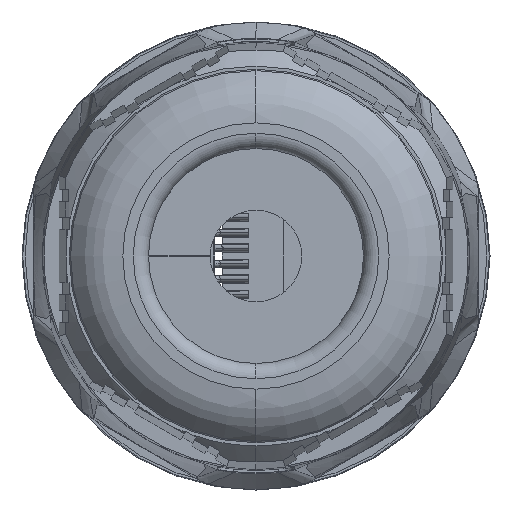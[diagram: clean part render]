
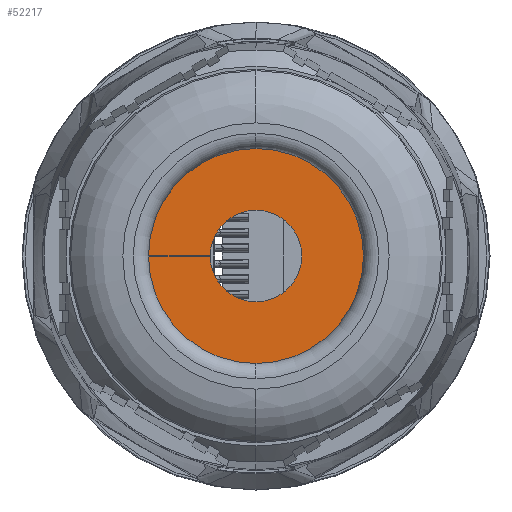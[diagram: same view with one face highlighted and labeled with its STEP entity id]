
A CAD part, left-side view. The second image highlights one B-rep face of the part: STEP entity #52217.
In plain terms, the highlighted face is planar.
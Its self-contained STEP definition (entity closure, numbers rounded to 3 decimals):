
#554 = CARTESIAN_POINT ( 'NONE',  ( 0., 0., 0. ) ) ;
#1152 = VERTEX_POINT ( 'NONE', #64392 ) ;
#2457 = AXIS2_PLACEMENT_3D ( 'NONE', #554, #63928, #28461 ) ;
#3128 = DIRECTION ( 'NONE',  ( 0., -1., 0. ) ) ;
#4753 = VERTEX_POINT ( 'NONE', #56959 ) ;
#7980 = EDGE_CURVE ( 'NONE', #55151, #81998, #64837, .T. ) ;
#10109 = ORIENTED_EDGE ( 'NONE', *, *, #46533, .T. ) ;
#11044 = CARTESIAN_POINT ( 'NONE',  ( 0., 8.15, 0.005 ) ) ;
#12412 = CIRCLE ( 'NONE', #81917, 3. ) ;
#13210 = ORIENTED_EDGE ( 'NONE', *, *, #88858, .T. ) ;
#15371 = CARTESIAN_POINT ( 'NONE',  ( 0., 0., 0. ) ) ;
#15517 = CIRCLE ( 'NONE', #72873, 3. ) ;
#18144 = CARTESIAN_POINT ( 'NONE',  ( 0., 0., -3. ) ) ;
#20938 = DIRECTION ( 'NONE',  ( 0., 0., 1. ) ) ;
#22454 = DIRECTION ( 'NONE',  ( -1., 0., 0. ) ) ;
#22912 = DIRECTION ( 'NONE',  ( 0., -1., 0. ) ) ;
#23082 = DIRECTION ( 'NONE',  ( -1., 0., 0. ) ) ;
#24024 = FACE_OUTER_BOUND ( 'NONE', #56477, .T. ) ;
#24532 = ORIENTED_EDGE ( 'NONE', *, *, #55551, .F. ) ;
#27148 = VERTEX_POINT ( 'NONE', #40280 ) ;
#27190 = EDGE_CURVE ( 'NONE', #1152, #27148, #78193, .T. ) ;
#27537 = CARTESIAN_POINT ( 'NONE',  ( 0., 8.15, -0.005 ) ) ;
#28461 = DIRECTION ( 'NONE',  ( 0., 0., 1. ) ) ;
#29404 = VECTOR ( 'NONE', #3128, 1000. ) ;
#30805 = AXIS2_PLACEMENT_3D ( 'NONE', #45276, #23082, #73662 ) ;
#31554 = CARTESIAN_POINT ( 'NONE',  ( 0., 0., 3. ) ) ;
#32531 = DIRECTION ( 'NONE',  ( 0., 0., 1. ) ) ;
#34190 = CIRCLE ( 'NONE', #2457, 8.15 ) ;
#35111 = CARTESIAN_POINT ( 'NONE',  ( 0., 0., 0. ) ) ;
#38146 = CARTESIAN_POINT ( 'NONE',  ( 0., 8.15, 0.005 ) ) ;
#38200 = PLANE ( 'NONE',  #30805 ) ;
#38877 = CARTESIAN_POINT ( 'NONE',  ( 0., 0., 0. ) ) ;
#39077 = LINE ( 'NONE', #38146, #29404 ) ;
#40089 = CARTESIAN_POINT ( 'NONE',  ( 0., 0., 0. ) ) ;
#40280 = CARTESIAN_POINT ( 'NONE',  ( 0., 0., 8.15 ) ) ;
#43756 = VERTEX_POINT ( 'NONE', #83476 ) ;
#45276 = CARTESIAN_POINT ( 'NONE',  ( 0., 3., 0. ) ) ;
#45960 = DIRECTION ( 'NONE',  ( -1., 0., 0. ) ) ;
#46281 = DIRECTION ( 'NONE',  ( 0., 0., 1. ) ) ;
#46533 = EDGE_CURVE ( 'NONE', #81998, #43756, #12412, .T. ) ;
#47210 = CARTESIAN_POINT ( 'NONE',  ( 0., 0., 0. ) ) ;
#47338 = EDGE_CURVE ( 'NONE', #4753, #55151, #15517, .T. ) ;
#48110 = DIRECTION ( 'NONE',  ( -1., 0., 0. ) ) ;
#49190 = ORIENTED_EDGE ( 'NONE', *, *, #70576, .F. ) ;
#52217 = ADVANCED_FACE ( 'NONE', ( #24024 ), #38200, .F. ) ;
#55151 = VERTEX_POINT ( 'NONE', #18144 ) ;
#55415 = VERTEX_POINT ( 'NONE', #27537 ) ;
#55551 = EDGE_CURVE ( 'NONE', #27148, #65510, #34190, .T. ) ;
#55752 = AXIS2_PLACEMENT_3D ( 'NONE', #15371, #22454, #57919 ) ;
#56185 = ORIENTED_EDGE ( 'NONE', *, *, #27190, .F. ) ;
#56477 = EDGE_LOOP ( 'NONE', ( #56869, #13210, #86696, #72152, #10109, #49190, #24532, #56185 ) ) ;
#56869 = ORIENTED_EDGE ( 'NONE', *, *, #86346, .F. ) ;
#56959 = CARTESIAN_POINT ( 'NONE',  ( 0., 3., -0.005 ) ) ;
#57919 = DIRECTION ( 'NONE',  ( 0., 0., 1. ) ) ;
#63928 = DIRECTION ( 'NONE',  ( -1., 0., 0. ) ) ;
#64392 = CARTESIAN_POINT ( 'NONE',  ( 0., 0., -8.15 ) ) ;
#64837 = CIRCLE ( 'NONE', #55752, 3. ) ;
#65510 = VERTEX_POINT ( 'NONE', #11044 ) ;
#66080 = AXIS2_PLACEMENT_3D ( 'NONE', #40089, #48110, #32531 ) ;
#66871 = CARTESIAN_POINT ( 'NONE',  ( 0., 8.15, -0.005 ) ) ;
#67805 = LINE ( 'NONE', #66871, #69330 ) ;
#69330 = VECTOR ( 'NONE', #22912, 1000. ) ;
#70576 = EDGE_CURVE ( 'NONE', #65510, #43756, #39077, .T. ) ;
#71502 = DIRECTION ( 'NONE',  ( -1., 0., 0. ) ) ;
#72152 = ORIENTED_EDGE ( 'NONE', *, *, #7980, .T. ) ;
#72873 = AXIS2_PLACEMENT_3D ( 'NONE', #35111, #71502, #20938 ) ;
#73662 = DIRECTION ( 'NONE',  ( 0., 0., 1. ) ) ;
#74803 = DIRECTION ( 'NONE',  ( 0., 0., 1. ) ) ;
#78193 = CIRCLE ( 'NONE', #90304, 8.15 ) ;
#81917 = AXIS2_PLACEMENT_3D ( 'NONE', #47210, #82198, #46281 ) ;
#81998 = VERTEX_POINT ( 'NONE', #31554 ) ;
#82198 = DIRECTION ( 'NONE',  ( -1., 0., 0. ) ) ;
#83476 = CARTESIAN_POINT ( 'NONE',  ( 0., 3., 0.005 ) ) ;
#84261 = CIRCLE ( 'NONE', #66080, 8.15 ) ;
#86346 = EDGE_CURVE ( 'NONE', #55415, #1152, #84261, .T. ) ;
#86696 = ORIENTED_EDGE ( 'NONE', *, *, #47338, .T. ) ;
#88858 = EDGE_CURVE ( 'NONE', #55415, #4753, #67805, .T. ) ;
#90304 = AXIS2_PLACEMENT_3D ( 'NONE', #38877, #45960, #74803 ) ;
